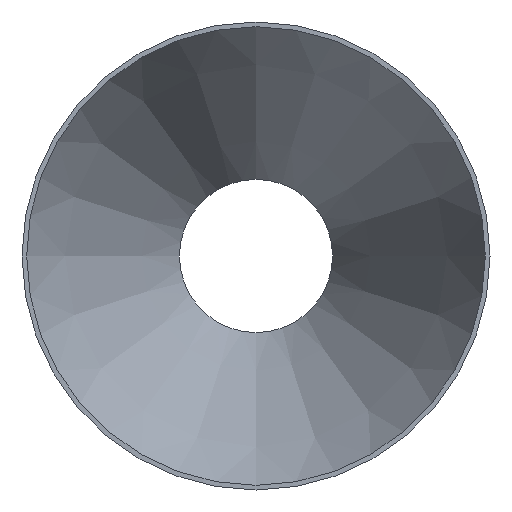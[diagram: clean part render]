
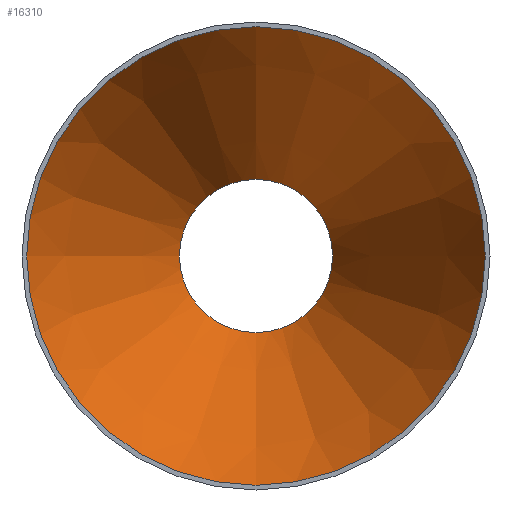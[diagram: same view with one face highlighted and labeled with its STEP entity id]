
A CAD part, front view. The second image highlights one B-rep face of the part: STEP entity #16310.
In plain terms, the highlighted conical face has half-angle 25.192 degrees and reference radius 107.34 mm.
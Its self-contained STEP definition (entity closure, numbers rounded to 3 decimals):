
#9 = EDGE_LOOP ( 'NONE', ( #8322 ) ) ;
#40 = EDGE_CURVE ( 'NONE', #7824, #7824, #164, .T. ) ;
#164 = CIRCLE ( 'NONE', #19143, 35.84 ) ;
#3114 = AXIS2_PLACEMENT_3D ( 'NONE', #21886, #4025, #22034 ) ;
#3928 = DIRECTION ( 'NONE',  ( 0., -1., 0. ) ) ;
#4025 = DIRECTION ( 'NONE',  ( 0., -1., 0. ) ) ;
#5788 = CARTESIAN_POINT ( 'NONE',  ( 0., 0., -107.34 ) ) ;
#5990 = DIRECTION ( 'NONE',  ( 0., 0., -1. ) ) ;
#7824 = VERTEX_POINT ( 'NONE', #27797 ) ;
#8322 = ORIENTED_EDGE ( 'NONE', *, *, #40, .F. ) ;
#10015 = VERTEX_POINT ( 'NONE', #5788 ) ;
#10154 = CARTESIAN_POINT ( 'NONE',  ( 0., 0., 0. ) ) ;
#10773 = EDGE_LOOP ( 'NONE', ( #16046 ) ) ;
#11124 = EDGE_CURVE ( 'NONE', #10015, #10015, #23233, .T. ) ;
#13356 = CONICAL_SURFACE ( 'NONE', #3114, 107.34, 0.44 ) ;
#14027 = AXIS2_PLACEMENT_3D ( 'NONE', #10154, #18688, #25332 ) ;
#15092 = FACE_OUTER_BOUND ( 'NONE', #10773, .T. ) ;
#16046 = ORIENTED_EDGE ( 'NONE', *, *, #11124, .T. ) ;
#16310 = ADVANCED_FACE ( 'NONE', ( #26362, #15092 ), #13356, .F. ) ;
#18688 = DIRECTION ( 'NONE',  ( 0., -1., 0. ) ) ;
#19143 = AXIS2_PLACEMENT_3D ( 'NONE', #24243, #3928, #5990 ) ;
#21886 = CARTESIAN_POINT ( 'NONE',  ( 0., 0., 0. ) ) ;
#22034 = DIRECTION ( 'NONE',  ( 0., 0., -1. ) ) ;
#23233 = CIRCLE ( 'NONE', #14027, 107.34 ) ;
#24243 = CARTESIAN_POINT ( 'NONE',  ( 0., 152., 0. ) ) ;
#25332 = DIRECTION ( 'NONE',  ( 0., 0., -1. ) ) ;
#26362 = FACE_BOUND ( 'NONE', #9, .T. ) ;
#27797 = CARTESIAN_POINT ( 'NONE',  ( 0., 152., -35.84 ) ) ;
